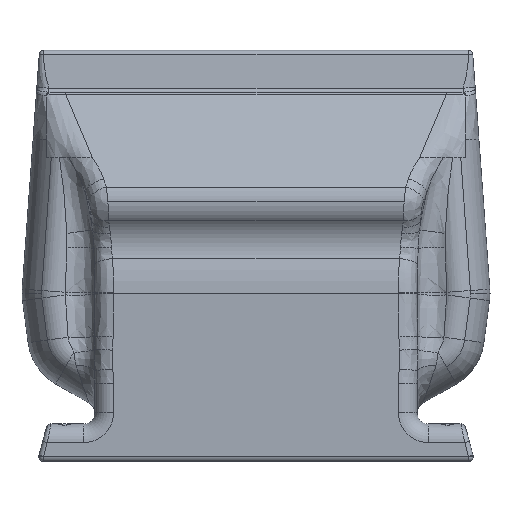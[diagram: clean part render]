
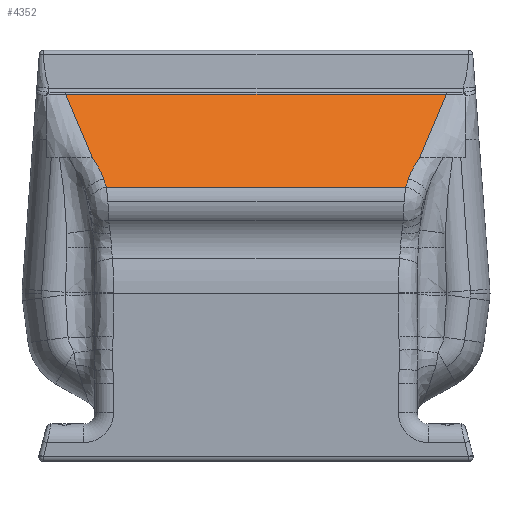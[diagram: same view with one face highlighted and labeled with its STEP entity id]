
A CAD part, top view. The second image highlights one B-rep face of the part: STEP entity #4352.
In plain terms, the highlighted planar face has unit normal (0, 0.53, 0.848).
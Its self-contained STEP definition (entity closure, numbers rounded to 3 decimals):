
#621 = EDGE_CURVE ( 'NONE', #6740, #6748, #33344, .T. ) ;
#3225 = EDGE_LOOP ( 'NONE', ( #46839, #46842, #46833, #46836, #46831, #46828, #46849, #46850, #46506, #46727 ) ) ;
#4352 = ADVANCED_FACE ( 'NONE', ( #11002 ), #11569, .F. ) ;
#5295 = CARTESIAN_POINT ( 'NONE',  ( 47.094, 100.241, 207.131 ) ) ;
#5299 = CARTESIAN_POINT ( 'NONE',  ( -273.183, 100.241, 207.131 ) ) ;
#5617 = CARTESIAN_POINT ( 'NONE',  ( -316.795, 199.679, 144.995 ) ) ;
#5644 = CARTESIAN_POINT ( 'NONE',  ( -276.26, 108.966, 201.679 ) ) ;
#6740 = VERTEX_POINT ( 'NONE', #5295 ) ;
#6748 = VERTEX_POINT ( 'NONE', #5299 ) ;
#8120 = VERTEX_POINT ( 'NONE', #5617 ) ;
#8159 = VERTEX_POINT ( 'NONE', #5644 ) ;
#8475 = VERTEX_POINT ( 'NONE', #9840 ) ;
#9299 = AXIS2_PLACEMENT_3D ( 'NONE', #11499, #12708, #12662 ) ;
#9840 = CARTESIAN_POINT ( 'NONE',  ( -288.239, 131.719, 187.461 ) ) ;
#11002 = FACE_OUTER_BOUND ( 'NONE', #3225, .T. ) ;
#11499 = CARTESIAN_POINT ( 'NONE',  ( 59.455, 151.719, 174.964 ) ) ;
#11569 = PLANE ( 'NONE',  #9299 ) ;
#12662 = DIRECTION ( 'NONE',  ( 0., -0.848, 0.53 ) ) ;
#12708 = DIRECTION ( 'NONE',  ( 0., -0.53, -0.848 ) ) ;
#20726 = EDGE_CURVE ( 'NONE', #37627, #6740, #26495, .T. ) ;
#20823 = EDGE_CURVE ( 'NONE', #37793, #38039, #26643, .T. ) ;
#20826 = EDGE_CURVE ( 'NONE', #38039, #37858, #26641, .T. ) ;
#20940 = EDGE_CURVE ( 'NONE', #37793, #37627, #26617, .T. ) ;
#26495 = B_SPLINE_CURVE_WITH_KNOTS ( 'NONE', 3,
 ( #31870, #31880, #31881, #31882 ),
 .UNSPECIFIED., .F., .F.,
 ( 4, 4 ),
 ( 0., 0.011 ),
 .UNSPECIFIED. ) ;
#26617 = B_SPLINE_CURVE_WITH_KNOTS ( 'NONE', 3,
 ( #45738, #45753, #45755, #45756, #45757, #45758 ),
 .UNSPECIFIED., .F., .F.,
 ( 4, 2, 4 ),
 ( 0.03, 0.045, 0.059 ),
 .UNSPECIFIED. ) ;
#26641 = B_SPLINE_CURVE_WITH_KNOTS ( 'NONE', 3,
 ( #32438, #32459, #32460, #32461 ),
 .UNSPECIFIED., .F., .F.,
 ( 4, 4 ),
 ( 0., 0.971 ),
 .UNSPECIFIED. ) ;
#26643 = B_SPLINE_CURVE_WITH_KNOTS ( 'NONE', 3,
 ( #32421, #32425, #32426, #32427 ),
 .UNSPECIFIED., .F., .F.,
 ( 4, 4 ),
 ( 0., 1. ),
 .UNSPECIFIED. ) ;
#26655 = B_SPLINE_CURVE_WITH_KNOTS ( 'NONE', 3,
 ( #46128, #46169, #46170, #46171 ),
 .UNSPECIFIED., .F., .F.,
 ( 4, 4 ),
 ( 0., 1. ),
 .UNSPECIFIED. ) ;
#26664 = B_SPLINE_CURVE_WITH_KNOTS ( 'NONE', 3,
 ( #46416, #46423, #46425, #46426 ),
 .UNSPECIFIED., .F., .F.,
 ( 4, 4 ),
 ( 0., 0.011 ),
 .UNSPECIFIED. ) ;
#26672 = B_SPLINE_CURVE_WITH_KNOTS ( 'NONE', 3,
 ( #46176, #46195, #46196, #46197, #46198, #46199 ),
 .UNSPECIFIED., .F., .F.,
 ( 4, 2, 4 ),
 ( 0.03, 0.045, 0.059 ),
 .UNSPECIFIED. ) ;
#26693 = B_SPLINE_CURVE_WITH_KNOTS ( 'NONE', 3,
 ( #46148, #46153, #46154, #46155 ),
 .UNSPECIFIED., .F., .F.,
 ( 4, 4 ),
 ( 0., 84.942 ),
 .UNSPECIFIED. ) ;
#29281 = EDGE_CURVE ( 'NONE', #44513, #8120, #26693, .T. ) ;
#29287 = EDGE_CURVE ( 'NONE', #8475, #44513, #26655, .T. ) ;
#29297 = EDGE_CURVE ( 'NONE', #8475, #8159, #26672, .T. ) ;
#29344 = EDGE_CURVE ( 'NONE', #8120, #37858, #50089, .T. ) ;
#29347 = EDGE_CURVE ( 'NONE', #8159, #6748, #26664, .T. ) ;
#31870 = CARTESIAN_POINT ( 'NONE',  ( 50.171, 108.966, 201.679 ) ) ;
#31880 = CARTESIAN_POINT ( 'NONE',  ( 49.149, 106.057, 203.497 ) ) ;
#31881 = CARTESIAN_POINT ( 'NONE',  ( 48.123, 103.149, 205.314 ) ) ;
#31882 = CARTESIAN_POINT ( 'NONE',  ( 47.094, 100.241, 207.131 ) ) ;
#32421 = CARTESIAN_POINT ( 'NONE',  ( 62.15, 131.719, 187.461 ) ) ;
#32425 = CARTESIAN_POINT ( 'NONE',  ( 62.139, 131.719, 187.461 ) ) ;
#32426 = CARTESIAN_POINT ( 'NONE',  ( 62.128, 131.719, 187.461 ) ) ;
#32427 = CARTESIAN_POINT ( 'NONE',  ( 62.117, 131.719, 187.461 ) ) ;
#32438 = CARTESIAN_POINT ( 'NONE',  ( 62.117, 131.719, 187.461 ) ) ;
#32459 = CARTESIAN_POINT ( 'NONE',  ( 71.647, 154.372, 173.306 ) ) ;
#32460 = CARTESIAN_POINT ( 'NONE',  ( 81.176, 177.026, 159.151 ) ) ;
#32461 = CARTESIAN_POINT ( 'NONE',  ( 90.706, 199.679, 144.995 ) ) ;
#33344 = LINE ( 'NONE', #36129, #33402 ) ;
#33402 = VECTOR ( 'NONE', #36391, 1000. ) ;
#36129 = CARTESIAN_POINT ( 'NONE',  ( 59.455, 100.241, 207.131 ) ) ;
#36391 = DIRECTION ( 'NONE',  ( -1., 0., 0. ) ) ;
#37627 = VERTEX_POINT ( 'NONE', #47291 ) ;
#37793 = VERTEX_POINT ( 'NONE', #47321 ) ;
#37858 = VERTEX_POINT ( 'NONE', #47384 ) ;
#38039 = VERTEX_POINT ( 'NONE', #47559 ) ;
#44513 = VERTEX_POINT ( 'NONE', #49866 ) ;
#45738 = CARTESIAN_POINT ( 'NONE',  ( 62.15, 131.719, 187.461 ) ) ;
#45753 = CARTESIAN_POINT ( 'NONE',  ( 59.603, 128.156, 189.688 ) ) ;
#45755 = CARTESIAN_POINT ( 'NONE',  ( 57.32, 124.483, 191.983 ) ) ;
#45756 = CARTESIAN_POINT ( 'NONE',  ( 53.313, 116.905, 196.718 ) ) ;
#45757 = CARTESIAN_POINT ( 'NONE',  ( 51.587, 113., 199.158 ) ) ;
#45758 = CARTESIAN_POINT ( 'NONE',  ( 50.171, 108.966, 201.679 ) ) ;
#46128 = CARTESIAN_POINT ( 'NONE',  ( -288.239, 131.719, 187.461 ) ) ;
#46148 = CARTESIAN_POINT ( 'NONE',  ( -288.206, 131.719, 187.461 ) ) ;
#46153 = CARTESIAN_POINT ( 'NONE',  ( -297.735, 154.372, 173.304 ) ) ;
#46154 = CARTESIAN_POINT ( 'NONE',  ( -307.265, 177.026, 159.151 ) ) ;
#46155 = CARTESIAN_POINT ( 'NONE',  ( -316.795, 199.679, 144.995 ) ) ;
#46169 = CARTESIAN_POINT ( 'NONE',  ( -288.228, 131.719, 187.461 ) ) ;
#46170 = CARTESIAN_POINT ( 'NONE',  ( -288.217, 131.719, 187.461 ) ) ;
#46171 = CARTESIAN_POINT ( 'NONE',  ( -288.206, 131.719, 187.461 ) ) ;
#46176 = CARTESIAN_POINT ( 'NONE',  ( -288.239, 131.719, 187.461 ) ) ;
#46195 = CARTESIAN_POINT ( 'NONE',  ( -285.692, 128.156, 189.688 ) ) ;
#46196 = CARTESIAN_POINT ( 'NONE',  ( -283.409, 124.483, 191.983 ) ) ;
#46197 = CARTESIAN_POINT ( 'NONE',  ( -279.402, 116.905, 196.718 ) ) ;
#46198 = CARTESIAN_POINT ( 'NONE',  ( -277.676, 113., 199.158 ) ) ;
#46199 = CARTESIAN_POINT ( 'NONE',  ( -276.26, 108.966, 201.679 ) ) ;
#46405 = CARTESIAN_POINT ( 'NONE',  ( 59.455, 199.679, 144.995 ) ) ;
#46413 = DIRECTION ( 'NONE',  ( 1., 0., 0. ) ) ;
#46416 = CARTESIAN_POINT ( 'NONE',  ( -276.26, 108.966, 201.679 ) ) ;
#46423 = CARTESIAN_POINT ( 'NONE',  ( -275.238, 106.057, 203.497 ) ) ;
#46425 = CARTESIAN_POINT ( 'NONE',  ( -274.212, 103.149, 205.314 ) ) ;
#46426 = CARTESIAN_POINT ( 'NONE',  ( -273.183, 100.241, 207.131 ) ) ;
#46506 = ORIENTED_EDGE ( 'NONE', *, *, #29297, .T. ) ;
#46727 = ORIENTED_EDGE ( 'NONE', *, *, #29347, .T. ) ;
#46828 = ORIENTED_EDGE ( 'NONE', *, *, #29344, .F. ) ;
#46831 = ORIENTED_EDGE ( 'NONE', *, *, #20826, .T. ) ;
#46833 = ORIENTED_EDGE ( 'NONE', *, *, #20940, .F. ) ;
#46836 = ORIENTED_EDGE ( 'NONE', *, *, #20823, .T. ) ;
#46839 = ORIENTED_EDGE ( 'NONE', *, *, #621, .F. ) ;
#46842 = ORIENTED_EDGE ( 'NONE', *, *, #20726, .F. ) ;
#46849 = ORIENTED_EDGE ( 'NONE', *, *, #29281, .F. ) ;
#46850 = ORIENTED_EDGE ( 'NONE', *, *, #29287, .F. ) ;
#47291 = CARTESIAN_POINT ( 'NONE',  ( 50.171, 108.966, 201.679 ) ) ;
#47321 = CARTESIAN_POINT ( 'NONE',  ( 62.15, 131.719, 187.461 ) ) ;
#47384 = CARTESIAN_POINT ( 'NONE',  ( 90.706, 199.679, 144.995 ) ) ;
#47559 = CARTESIAN_POINT ( 'NONE',  ( 62.117, 131.719, 187.461 ) ) ;
#49866 = CARTESIAN_POINT ( 'NONE',  ( -288.206, 131.719, 187.461 ) ) ;
#50067 = VECTOR ( 'NONE', #46413, 1000. ) ;
#50089 = LINE ( 'NONE', #46405, #50067 ) ;
